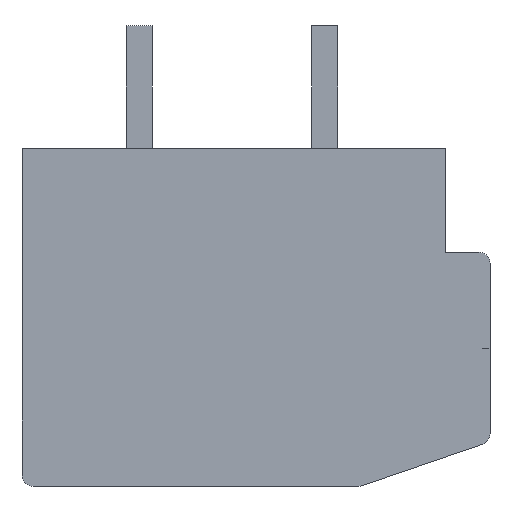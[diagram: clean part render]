
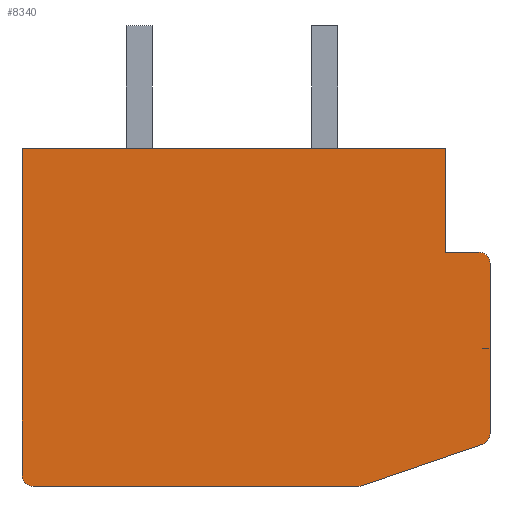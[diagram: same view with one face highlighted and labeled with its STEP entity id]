
A CAD part, front view. The second image highlights one B-rep face of the part: STEP entity #8340.
In plain terms, the highlighted planar face has unit normal (0, -1, 0).
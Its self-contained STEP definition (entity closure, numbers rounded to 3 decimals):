
#1=CARTESIAN_POINT('',(6.,-94.32,-3.136));
#2=DIRECTION('',(0.,-1.,0.));
#3=DIRECTION('',(0.324,0.,-0.946));
#4=AXIS2_PLACEMENT_3D('',#1,#2,#3);
#6=DIRECTION('',(-0.946,0.,-0.324));
#7=VECTOR('',#6,3.486);
#8=CARTESIAN_POINT('',(6.097,-94.32,-3.419));
#9=LINE('',#8,#7);
#10=DIRECTION('',(-1.,0.,0.));
#11=VECTOR('',#10,8.8);
#12=CARTESIAN_POINT('',(2.8,-94.32,-4.55));
#13=LINE('',#12,#11);
#14=CARTESIAN_POINT('',(-6.,-94.32,-4.25));
#15=DIRECTION('',(0.,-1.,0.));
#16=DIRECTION('',(-1.,0.,0.));
#17=AXIS2_PLACEMENT_3D('',#14,#15,#16);
#19=DIRECTION('',(0.,0.,1.));
#20=VECTOR('',#19,8.8);
#21=CARTESIAN_POINT('',(-6.3,-94.32,-4.25));
#22=LINE('',#21,#20);
#23=DIRECTION('',(1.,0.,0.));
#24=VECTOR('',#23,11.4);
#25=CARTESIAN_POINT('',(-6.3,-94.32,4.55));
#26=LINE('',#25,#24);
#27=DIRECTION('',(0.,0.,-1.));
#28=VECTOR('',#27,2.8);
#29=CARTESIAN_POINT('',(5.1,-94.32,4.55));
#30=LINE('',#29,#28);
#31=DIRECTION('',(1.,0.,0.));
#32=VECTOR('',#31,0.9);
#33=CARTESIAN_POINT('',(5.1,-94.32,1.75));
#34=LINE('',#33,#32);
#35=CARTESIAN_POINT('',(6.,-94.32,1.45));
#36=DIRECTION('',(0.,-1.,0.));
#37=DIRECTION('',(1.,0.,0.));
#38=AXIS2_PLACEMENT_3D('',#35,#36,#37);
#40=DIRECTION('',(0.,0.,-1.));
#41=VECTOR('',#40,4.586);
#42=CARTESIAN_POINT('',(6.3,-94.32,1.45));
#43=LINE('',#42,#41);
#6417=CARTESIAN_POINT('',(-6.3,-94.32,4.55));
#6418=CARTESIAN_POINT('',(5.1,-94.32,4.55));
#6419=VERTEX_POINT('',#6417);
#6420=VERTEX_POINT('',#6418);
#6421=CARTESIAN_POINT('',(5.1,-94.32,1.75));
#6422=VERTEX_POINT('',#6421);
#6423=CARTESIAN_POINT('',(6.097,-94.32,-3.419));
#6424=CARTESIAN_POINT('',(6.3,-94.32,-3.136));
#6425=VERTEX_POINT('',#6423);
#6426=VERTEX_POINT('',#6424);
#6427=CARTESIAN_POINT('',(6.3,-94.32,1.45));
#6428=CARTESIAN_POINT('',(6.,-94.32,1.75));
#6429=VERTEX_POINT('',#6427);
#6430=VERTEX_POINT('',#6428);
#6431=CARTESIAN_POINT('',(-6.3,-94.32,-4.25));
#6432=CARTESIAN_POINT('',(-6.,-94.32,-4.55));
#6433=VERTEX_POINT('',#6431);
#6434=VERTEX_POINT('',#6432);
#6435=CARTESIAN_POINT('',(2.8,-94.32,-4.55));
#6436=VERTEX_POINT('',#6435);
#8313=CARTESIAN_POINT('',(0.,-94.32,0.));
#8314=DIRECTION('',(0.,1.,0.));
#8315=DIRECTION('',(1.,0.,0.));
#8316=AXIS2_PLACEMENT_3D('',#8313,#8314,#8315);
#8317=PLANE('',#8316);
#8319=ORIENTED_EDGE('',*,*,#8318,.F.);
#8321=ORIENTED_EDGE('',*,*,#8320,.T.);
#8323=ORIENTED_EDGE('',*,*,#8322,.T.);
#8325=ORIENTED_EDGE('',*,*,#8324,.F.);
#8327=ORIENTED_EDGE('',*,*,#8326,.T.);
#8329=ORIENTED_EDGE('',*,*,#8328,.T.);
#8331=ORIENTED_EDGE('',*,*,#8330,.T.);
#8333=ORIENTED_EDGE('',*,*,#8332,.T.);
#8335=ORIENTED_EDGE('',*,*,#8334,.F.);
#8337=ORIENTED_EDGE('',*,*,#8336,.T.);
#8338=EDGE_LOOP('',(#8319,#8321,#8323,#8325,#8327,#8329,#8331,#8333,#8335,
#8337));
#8339=FACE_OUTER_BOUND('',#8338,.F.);
#8340=ADVANCED_FACE('',(#8339),#8317,.F.);
#5=CIRCLE('',#4,0.3);
#18=CIRCLE('',#17,0.3);
#39=CIRCLE('',#38,0.3);
#8318=EDGE_CURVE('',#6425,#6426,#5,.T.);
#8320=EDGE_CURVE('',#6425,#6436,#9,.T.);
#8322=EDGE_CURVE('',#6436,#6434,#13,.T.);
#8324=EDGE_CURVE('',#6433,#6434,#18,.T.);
#8326=EDGE_CURVE('',#6433,#6419,#22,.T.);
#8328=EDGE_CURVE('',#6419,#6420,#26,.T.);
#8330=EDGE_CURVE('',#6420,#6422,#30,.T.);
#8332=EDGE_CURVE('',#6422,#6430,#34,.T.);
#8334=EDGE_CURVE('',#6429,#6430,#39,.T.);
#8336=EDGE_CURVE('',#6429,#6426,#43,.T.);
